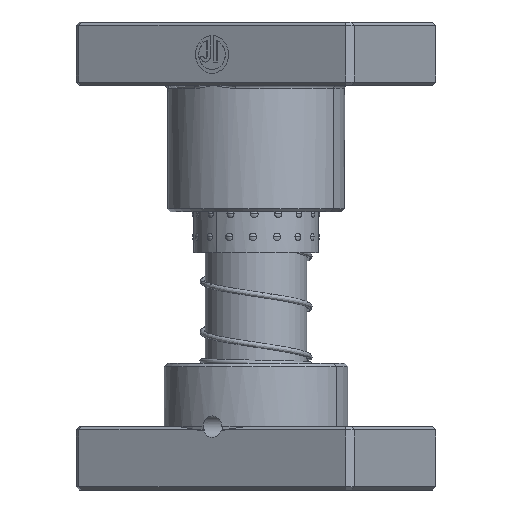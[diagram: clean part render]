
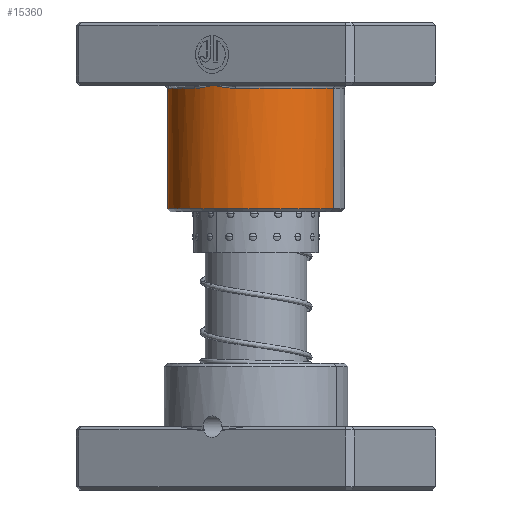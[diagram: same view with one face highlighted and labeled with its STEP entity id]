
A CAD part, front view. The second image highlights one B-rep face of the part: STEP entity #15360.
In plain terms, the highlighted cylindrical face has radius 28 mm (diameter 56 mm), a partial arc.
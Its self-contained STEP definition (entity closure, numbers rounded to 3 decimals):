
#304 = DIRECTION ( 'NONE',  ( 0., 0., 1. ) ) ;
#522 = EDGE_LOOP ( 'NONE', ( #6938, #16643, #8302, #14353, #30753, #11747, #12012 ) ) ;
#674 = EDGE_CURVE ( 'NONE', #29928, #34480, #32284, .T. ) ;
#945 = CARTESIAN_POINT ( 'NONE',  ( -4.268, 27.68, 20.755 ) ) ;
#1118 = CARTESIAN_POINT ( 'NONE',  ( 7.289, 27.034, 21. ) ) ;
#1383 = CARTESIAN_POINT ( 'NONE',  ( 6.081, 27.339, 20.959 ) ) ;
#1744 = LINE ( 'NONE', #2426, #34303 ) ;
#2283 = EDGE_CURVE ( 'NONE', #10587, #28605, #36484, .T. ) ;
#2426 = CARTESIAN_POINT ( 'NONE',  ( 28., 0., 60. ) ) ;
#3115 = FACE_OUTER_BOUND ( 'NONE', #522, .T. ) ;
#4033 = CARTESIAN_POINT ( 'NONE',  ( -6.081, 27.339, 20.959 ) ) ;
#4470 = CARTESIAN_POINT ( 'NONE',  ( 4.268, 27.68, 20.755 ) ) ;
#4512 = DIRECTION ( 'NONE',  ( 0., 0., -1. ) ) ;
#5489 = DIRECTION ( 'NONE',  ( 0., 0., -1. ) ) ;
#6865 = CARTESIAN_POINT ( 'NONE',  ( 0., 0., 21. ) ) ;
#6938 = ORIENTED_EDGE ( 'NONE', *, *, #27336, .T. ) ;
#7088 = CARTESIAN_POINT ( 'NONE',  ( -7.289, 27.034, 21. ) ) ;
#7513 = CARTESIAN_POINT ( 'NONE',  ( 2.446, 27.9, 20.46 ) ) ;
#8302 = ORIENTED_EDGE ( 'NONE', *, *, #674, .T. ) ;
#8536 = DIRECTION ( 'NONE',  ( -1., 0., 0. ) ) ;
#8784 = DIRECTION ( 'NONE',  ( 0., 0., -1. ) ) ;
#9939 = DIRECTION ( 'NONE',  ( 1., 0., 0. ) ) ;
#10587 = VERTEX_POINT ( 'NONE', #20216 ) ;
#10602 = CARTESIAN_POINT ( 'NONE',  ( 1.223, 27.975, 20.234 ) ) ;
#11590 = CARTESIAN_POINT ( 'NONE',  ( 0., 0., 60. ) ) ;
#11747 = ORIENTED_EDGE ( 'NONE', *, *, #19181, .T. ) ;
#11913 = B_SPLINE_CURVE_WITH_KNOTS ( 'NONE', 3,
 ( #31416, #28169, #19216, #945, #22303, #4033, #25383, #7088 ),
 .UNSPECIFIED., .F., .F.,
 ( 4, 2, 2, 4 ),
 ( 0., 0.004, 0.006, 0.007 ),
 .UNSPECIFIED. ) ;
#12012 = ORIENTED_EDGE ( 'NONE', *, *, #2283, .F. ) ;
#13636 = CARTESIAN_POINT ( 'NONE',  ( 0.304, 28., 20.058 ) ) ;
#13885 = CARTESIAN_POINT ( 'NONE',  ( 0., 28., 20. ) ) ;
#14353 = ORIENTED_EDGE ( 'NONE', *, *, #29431, .T. ) ;
#14675 = AXIS2_PLACEMENT_3D ( 'NONE', #22793, #4512, #25872 ) ;
#14868 = EDGE_CURVE ( 'NONE', #35645, #29928, #1744, .T. ) ;
#15360 = ADVANCED_FACE ( 'NONE', ( #3115 ), #33738, .T. ) ;
#15747 = VERTEX_POINT ( 'NONE', #37981 ) ;
#16643 = ORIENTED_EDGE ( 'NONE', *, *, #14868, .T. ) ;
#17413 = CIRCLE ( 'NONE', #35231, 28. ) ;
#18097 = EDGE_CURVE ( 'NONE', #21411, #15747, #11913, .T. ) ;
#18560 = CARTESIAN_POINT ( 'NONE',  ( 0., 0., 21. ) ) ;
#19181 = EDGE_CURVE ( 'NONE', #15747, #28605, #17413, .T. ) ;
#19216 = CARTESIAN_POINT ( 'NONE',  ( -2.448, 27.92, 20.472 ) ) ;
#19776 = DIRECTION ( 'NONE',  ( 0., 0., -1. ) ) ;
#20216 = CARTESIAN_POINT ( 'NONE',  ( -28., 0., 59. ) ) ;
#21411 = VERTEX_POINT ( 'NONE', #13885 ) ;
#21648 = DIRECTION ( 'NONE',  ( 1., 0., 0. ) ) ;
#22303 = CARTESIAN_POINT ( 'NONE',  ( -4.873, 27.58, 20.837 ) ) ;
#22491 = CARTESIAN_POINT ( 'NONE',  ( -28., 0., 60. ) ) ;
#22740 = CARTESIAN_POINT ( 'NONE',  ( 4.873, 27.58, 20.837 ) ) ;
#22793 = CARTESIAN_POINT ( 'NONE',  ( 0., 0., 59. ) ) ;
#25383 = CARTESIAN_POINT ( 'NONE',  ( -6.685, 27.198, 21. ) ) ;
#25827 = CARTESIAN_POINT ( 'NONE',  ( 3.054, 27.84, 20.566 ) ) ;
#25872 = DIRECTION ( 'NONE',  ( 1., 0., 0. ) ) ;
#27043 = CARTESIAN_POINT ( 'NONE',  ( -28., 0., 21. ) ) ;
#27336 = EDGE_CURVE ( 'NONE', #10587, #35645, #35081, .T. ) ;
#28106 = AXIS2_PLACEMENT_3D ( 'NONE', #18560, #304, #21648 ) ;
#28169 = CARTESIAN_POINT ( 'NONE',  ( -1.223, 28., 20.235 ) ) ;
#28225 = DIRECTION ( 'NONE',  ( 0., 0., 1. ) ) ;
#28284 = VECTOR ( 'NONE', #19776, 1000. ) ;
#28605 = VERTEX_POINT ( 'NONE', #27043 ) ;
#28880 = CARTESIAN_POINT ( 'NONE',  ( 1.529, 27.96, 20.291 ) ) ;
#29431 = EDGE_CURVE ( 'NONE', #34480, #21411, #31000, .T. ) ;
#29928 = VERTEX_POINT ( 'NONE', #37734 ) ;
#30753 = ORIENTED_EDGE ( 'NONE', *, *, #18097, .T. ) ;
#30865 = CARTESIAN_POINT ( 'NONE',  ( 7.289, 27.034, 21. ) ) ;
#31000 = B_SPLINE_CURVE_WITH_KNOTS ( 'NONE', 3,
 ( #1118, #34702, #1383, #22740, #4470, #25827, #7513, #28880, #10602, #32000, #13636, #35114 ),
 .UNSPECIFIED., .F., .F.,
 ( 4, 2, 2, 2, 2, 4 ),
 ( 0., 0.002, 0.004, 0.006, 0.006, 0.007 ),
 .UNSPECIFIED. ) ;
#31416 = CARTESIAN_POINT ( 'NONE',  ( 0., 28., 20. ) ) ;
#31614 = CARTESIAN_POINT ( 'NONE',  ( 28., 0., 59. ) ) ;
#32000 = CARTESIAN_POINT ( 'NONE',  ( 0.611, 27.995, 20.118 ) ) ;
#32284 = CIRCLE ( 'NONE', #28106, 28. ) ;
#33738 = CYLINDRICAL_SURFACE ( 'NONE', #38778, 28. ) ;
#34303 = VECTOR ( 'NONE', #5489, 1000. ) ;
#34480 = VERTEX_POINT ( 'NONE', #30865 ) ;
#34702 = CARTESIAN_POINT ( 'NONE',  ( 6.685, 27.198, 21. ) ) ;
#35081 = CIRCLE ( 'NONE', #14675, 28. ) ;
#35114 = CARTESIAN_POINT ( 'NONE',  ( 0., 28., 20. ) ) ;
#35231 = AXIS2_PLACEMENT_3D ( 'NONE', #6865, #28225, #9939 ) ;
#35645 = VERTEX_POINT ( 'NONE', #31614 ) ;
#36484 = LINE ( 'NONE', #22491, #28284 ) ;
#37734 = CARTESIAN_POINT ( 'NONE',  ( 28., 0., 21. ) ) ;
#37981 = CARTESIAN_POINT ( 'NONE',  ( -7.289, 27.034, 21. ) ) ;
#38778 = AXIS2_PLACEMENT_3D ( 'NONE', #11590, #8784, #8536 ) ;
